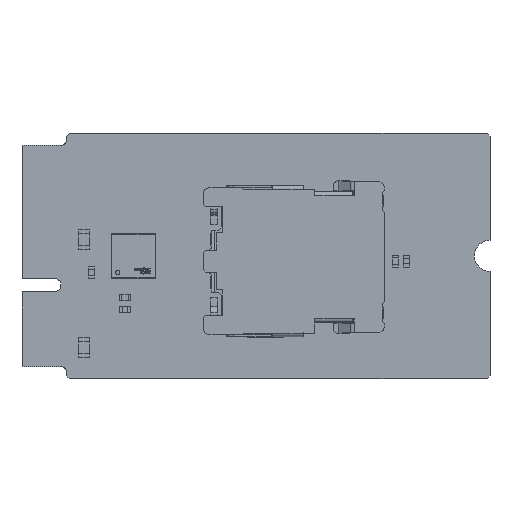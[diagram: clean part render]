
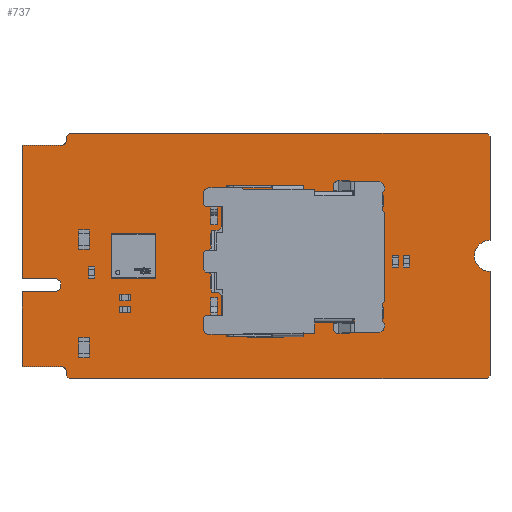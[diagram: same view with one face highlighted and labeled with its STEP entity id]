
A CAD part, top view. The second image highlights one B-rep face of the part: STEP entity #737.
In plain terms, the highlighted planar face has unit normal (0, 0, 1).
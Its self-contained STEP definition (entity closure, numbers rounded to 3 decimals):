
#88 = VERTEX_POINT('',#89);
#89 = CARTESIAN_POINT('',(4.,4.25,0.821));
#95 = EDGE_CURVE('',#88,#96,#98,.T.);
#96 = VERTEX_POINT('',#97);
#97 = CARTESIAN_POINT('',(4.,4.575,0.821));
#98 = LINE('',#99,#100);
#99 = CARTESIAN_POINT('',(4.,4.25,0.821));
#100 = VECTOR('',#101,1.);
#101 = DIRECTION('',(0.,1.,0.));
#126 = EDGE_CURVE('',#96,#127,#129,.T.);
#127 = VERTEX_POINT('',#128);
#128 = CARTESIAN_POINT('',(3.5,5.075,0.821));
#129 = CIRCLE('',#130,0.498);
#130 = AXIS2_PLACEMENT_3D('',#131,#132,#133);
#131 = CARTESIAN_POINT('',(3.502,4.577,0.821));
#132 = DIRECTION('',(0.,0.,1.));
#133 = DIRECTION('',(1.,-0.003,0.));
#159 = EDGE_CURVE('',#127,#160,#162,.T.);
#160 = VERTEX_POINT('',#161);
#161 = CARTESIAN_POINT('',(0.,5.075,0.821));
#162 = LINE('',#163,#164);
#163 = CARTESIAN_POINT('',(3.5,5.075,0.821));
#164 = VECTOR('',#165,1.);
#165 = DIRECTION('',(-1.,0.,0.));
#190 = EDGE_CURVE('',#160,#191,#193,.T.);
#191 = VERTEX_POINT('',#192);
#192 = CARTESIAN_POINT('',(0.,11.775,0.821));
#193 = LINE('',#194,#195);
#194 = CARTESIAN_POINT('',(0.,5.075,0.821));
#195 = VECTOR('',#196,1.);
#196 = DIRECTION('',(0.,1.,0.));
#221 = EDGE_CURVE('',#191,#222,#224,.T.);
#222 = VERTEX_POINT('',#223);
#223 = CARTESIAN_POINT('',(2.9,11.775,0.821));
#224 = LINE('',#225,#226);
#225 = CARTESIAN_POINT('',(0.,11.775,0.821));
#226 = VECTOR('',#227,1.);
#227 = DIRECTION('',(1.,0.,0.));
#252 = EDGE_CURVE('',#222,#253,#255,.T.);
#253 = VERTEX_POINT('',#254);
#254 = CARTESIAN_POINT('',(2.9,12.975,0.821));
#255 = CIRCLE('',#256,0.6);
#256 = AXIS2_PLACEMENT_3D('',#257,#258,#259);
#257 = CARTESIAN_POINT('',(2.9,12.375,0.821));
#258 = DIRECTION('',(0.,0.,1.));
#259 = DIRECTION('',(0.,-1.,0.));
#285 = EDGE_CURVE('',#253,#286,#288,.T.);
#286 = VERTEX_POINT('',#287);
#287 = CARTESIAN_POINT('',(0.,12.975,0.821));
#288 = LINE('',#289,#290);
#289 = CARTESIAN_POINT('',(2.9,12.975,0.821));
#290 = VECTOR('',#291,1.);
#291 = DIRECTION('',(-1.,0.,0.));
#316 = EDGE_CURVE('',#286,#317,#319,.T.);
#317 = VERTEX_POINT('',#318);
#318 = CARTESIAN_POINT('',(0.,24.925,0.821));
#319 = LINE('',#320,#321);
#320 = CARTESIAN_POINT('',(0.,12.975,0.821));
#321 = VECTOR('',#322,1.);
#322 = DIRECTION('',(0.,1.,0.));
#347 = EDGE_CURVE('',#317,#348,#350,.T.);
#348 = VERTEX_POINT('',#349);
#349 = CARTESIAN_POINT('',(3.5,24.925,0.821));
#350 = LINE('',#351,#352);
#351 = CARTESIAN_POINT('',(0.,24.925,0.821));
#352 = VECTOR('',#353,1.);
#353 = DIRECTION('',(1.,0.,0.));
#378 = EDGE_CURVE('',#348,#379,#381,.T.);
#379 = VERTEX_POINT('',#380);
#380 = CARTESIAN_POINT('',(4.,25.425,0.821));
#381 = CIRCLE('',#382,0.498);
#382 = AXIS2_PLACEMENT_3D('',#383,#384,#385);
#383 = CARTESIAN_POINT('',(3.502,25.423,0.821));
#384 = DIRECTION('',(0.,0.,1.));
#385 = DIRECTION('',(-0.003,-1.,0.));
#411 = EDGE_CURVE('',#379,#412,#414,.T.);
#412 = VERTEX_POINT('',#413);
#413 = CARTESIAN_POINT('',(4.,25.713,0.821));
#414 = LINE('',#415,#416);
#415 = CARTESIAN_POINT('',(4.,25.425,0.821));
#416 = VECTOR('',#417,1.);
#417 = DIRECTION('',(0.,1.,0.));
#442 = EDGE_CURVE('',#412,#443,#445,.T.);
#443 = VERTEX_POINT('',#444);
#444 = CARTESIAN_POINT('',(4.25,25.988,0.821));
#445 = LINE('',#446,#447);
#446 = CARTESIAN_POINT('',(4.,25.713,0.821));
#447 = VECTOR('',#448,1.);
#448 = DIRECTION('',(0.673,0.74,0.));
#473 = EDGE_CURVE('',#443,#474,#476,.T.);
#474 = VERTEX_POINT('',#475);
#475 = CARTESIAN_POINT('',(41.75,25.988,0.821));
#476 = LINE('',#477,#478);
#477 = CARTESIAN_POINT('',(4.25,25.988,0.821));
#478 = VECTOR('',#479,1.);
#479 = DIRECTION('',(1.,0.,0.));
#504 = EDGE_CURVE('',#474,#505,#507,.T.);
#505 = VERTEX_POINT('',#506);
#506 = CARTESIAN_POINT('',(42.,25.738,0.821));
#507 = LINE('',#508,#509);
#508 = CARTESIAN_POINT('',(41.75,25.988,0.821));
#509 = VECTOR('',#510,1.);
#510 = DIRECTION('',(0.707,-0.707,0.));
#535 = EDGE_CURVE('',#505,#536,#538,.T.);
#536 = VERTEX_POINT('',#537);
#537 = CARTESIAN_POINT('',(42.,16.4,0.821));
#538 = LINE('',#539,#540);
#539 = CARTESIAN_POINT('',(42.,25.738,0.821));
#540 = VECTOR('',#541,1.);
#541 = DIRECTION('',(0.,-1.,0.));
#566 = EDGE_CURVE('',#536,#567,#569,.T.);
#567 = VERTEX_POINT('',#568);
#568 = CARTESIAN_POINT('',(42.,13.6,0.821));
#569 = CIRCLE('',#570,1.4);
#570 = AXIS2_PLACEMENT_3D('',#571,#572,#573);
#571 = CARTESIAN_POINT('',(42.,15.,0.821));
#572 = DIRECTION('',(0.,0.,1.));
#573 = DIRECTION('',(0.,1.,0.));
#599 = EDGE_CURVE('',#567,#600,#602,.T.);
#600 = VERTEX_POINT('',#601);
#601 = CARTESIAN_POINT('',(42.,4.25,0.821));
#602 = LINE('',#603,#604);
#603 = CARTESIAN_POINT('',(42.,13.6,0.821));
#604 = VECTOR('',#605,1.);
#605 = DIRECTION('',(0.,-1.,0.));
#630 = EDGE_CURVE('',#600,#631,#633,.T.);
#631 = VERTEX_POINT('',#632);
#632 = CARTESIAN_POINT('',(41.75,4.,0.821));
#633 = LINE('',#634,#635);
#634 = CARTESIAN_POINT('',(42.,4.25,0.821));
#635 = VECTOR('',#636,1.);
#636 = DIRECTION('',(-0.707,-0.707,0.));
#661 = EDGE_CURVE('',#631,#662,#664,.T.);
#662 = VERTEX_POINT('',#663);
#663 = CARTESIAN_POINT('',(4.25,4.,0.821));
#664 = LINE('',#665,#666);
#665 = CARTESIAN_POINT('',(41.75,4.,0.821));
#666 = VECTOR('',#667,1.);
#667 = DIRECTION('',(-1.,0.,0.));
#692 = EDGE_CURVE('',#662,#88,#693,.T.);
#693 = LINE('',#694,#695);
#694 = CARTESIAN_POINT('',(4.25,4.,0.821));
#695 = VECTOR('',#696,1.);
#696 = DIRECTION('',(-0.707,0.707,0.));
#737 = ADVANCED_FACE('',(#738),#760,.F.);
#738 = FACE_BOUND('',#739,.F.);
#739 = EDGE_LOOP('',(#740,#741,#742,#743,#744,#745,#746,#747,#748,#749,
    #750,#751,#752,#753,#754,#755,#756,#757,#758,#759));
#740 = ORIENTED_EDGE('',*,*,#95,.T.);
#741 = ORIENTED_EDGE('',*,*,#126,.T.);
#742 = ORIENTED_EDGE('',*,*,#159,.T.);
#743 = ORIENTED_EDGE('',*,*,#190,.T.);
#744 = ORIENTED_EDGE('',*,*,#221,.T.);
#745 = ORIENTED_EDGE('',*,*,#252,.T.);
#746 = ORIENTED_EDGE('',*,*,#285,.T.);
#747 = ORIENTED_EDGE('',*,*,#316,.T.);
#748 = ORIENTED_EDGE('',*,*,#347,.T.);
#749 = ORIENTED_EDGE('',*,*,#378,.T.);
#750 = ORIENTED_EDGE('',*,*,#411,.T.);
#751 = ORIENTED_EDGE('',*,*,#442,.T.);
#752 = ORIENTED_EDGE('',*,*,#473,.T.);
#753 = ORIENTED_EDGE('',*,*,#504,.T.);
#754 = ORIENTED_EDGE('',*,*,#535,.T.);
#755 = ORIENTED_EDGE('',*,*,#566,.T.);
#756 = ORIENTED_EDGE('',*,*,#599,.T.);
#757 = ORIENTED_EDGE('',*,*,#630,.T.);
#758 = ORIENTED_EDGE('',*,*,#661,.T.);
#759 = ORIENTED_EDGE('',*,*,#692,.T.);
#760 = PLANE('',#761);
#761 = AXIS2_PLACEMENT_3D('',#762,#763,#764);
#762 = CARTESIAN_POINT('',(4.,4.25,0.821));
#763 = DIRECTION('',(0.,0.,-1.));
#764 = DIRECTION('',(-1.,0.,0.));
